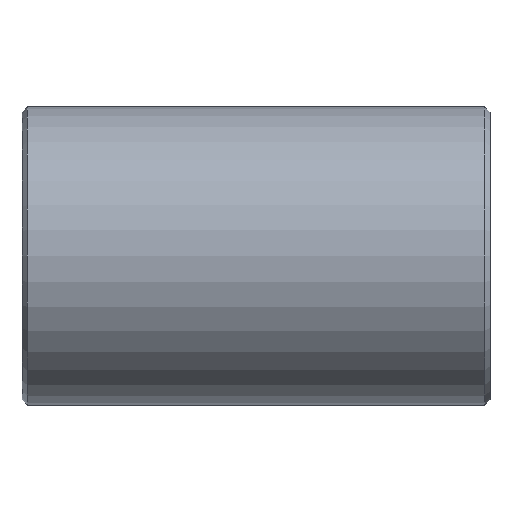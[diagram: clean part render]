
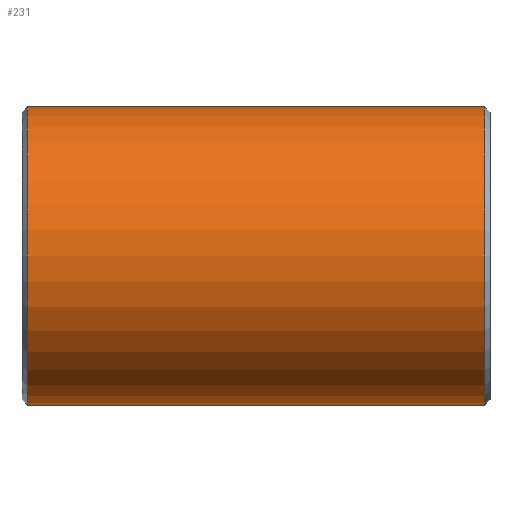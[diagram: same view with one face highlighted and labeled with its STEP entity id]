
A CAD part, front view. The second image highlights one B-rep face of the part: STEP entity #231.
In plain terms, the highlighted cylindrical face has radius 161.925 mm (diameter 323.85 mm), a partial arc.
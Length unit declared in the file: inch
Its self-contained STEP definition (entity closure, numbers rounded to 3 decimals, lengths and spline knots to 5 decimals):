
#34 = CIRCLE ( 'NONE', #376, 6.375 ) ;
#48 = VECTOR ( 'NONE', #610, 39.37008 ) ;
#51 = DIRECTION ( 'NONE',  ( 0., 0., 1. ) ) ;
#58 = LINE ( 'NONE', #235, #648 ) ;
#71 = CIRCLE ( 'NONE', #132, 6.375 ) ;
#72 = ORIENTED_EDGE ( 'NONE', *, *, #194, .T. ) ;
#80 = VERTEX_POINT ( 'NONE', #224 ) ;
#111 = DIRECTION ( 'NONE',  ( -1., 0., 0. ) ) ;
#132 = AXIS2_PLACEMENT_3D ( 'NONE', #816, #621, #51 ) ;
#164 = LINE ( 'NONE', #686, #48 ) ;
#167 = EDGE_CURVE ( 'NONE', #80, #198, #34, .T. ) ;
#194 = EDGE_CURVE ( 'NONE', #611, #775, #71, .T. ) ;
#198 = VERTEX_POINT ( 'NONE', #502 ) ;
#203 = AXIS2_PLACEMENT_3D ( 'NONE', #828, #111, #628 ) ;
#207 = EDGE_CURVE ( 'NONE', #80, #775, #58, .T. ) ;
#224 = CARTESIAN_POINT ( 'NONE',  ( 9.77067, 0., -6.375 ) ) ;
#231 = ADVANCED_FACE ( 'NONE', ( #366 ), #313, .T. ) ;
#235 = CARTESIAN_POINT ( 'NONE',  ( 10., 0., -6.375 ) ) ;
#238 = CARTESIAN_POINT ( 'NONE',  ( 9.77067, 0., 0. ) ) ;
#313 = CYLINDRICAL_SURFACE ( 'NONE', #203, 6.375 ) ;
#343 = ORIENTED_EDGE ( 'NONE', *, *, #207, .F. ) ;
#366 = FACE_OUTER_BOUND ( 'NONE', #589, .T. ) ;
#373 = DIRECTION ( 'NONE',  ( -1., 0., 0. ) ) ;
#376 = AXIS2_PLACEMENT_3D ( 'NONE', #238, #498, #442 ) ;
#442 = DIRECTION ( 'NONE',  ( 0., 0., -1. ) ) ;
#490 = CARTESIAN_POINT ( 'NONE',  ( -9.77067, 0., -6.375 ) ) ;
#498 = DIRECTION ( 'NONE',  ( -1., 0., 0. ) ) ;
#502 = CARTESIAN_POINT ( 'NONE',  ( 9.77067, 0., 6.375 ) ) ;
#517 = ORIENTED_EDGE ( 'NONE', *, *, #167, .T. ) ;
#542 = ORIENTED_EDGE ( 'NONE', *, *, #718, .T. ) ;
#589 = EDGE_LOOP ( 'NONE', ( #343, #517, #542, #72 ) ) ;
#610 = DIRECTION ( 'NONE',  ( -1., 0., 0. ) ) ;
#611 = VERTEX_POINT ( 'NONE', #644 ) ;
#621 = DIRECTION ( 'NONE',  ( 1., 0., 0. ) ) ;
#628 = DIRECTION ( 'NONE',  ( 0., 0., 1. ) ) ;
#644 = CARTESIAN_POINT ( 'NONE',  ( -9.77067, 0., 6.375 ) ) ;
#648 = VECTOR ( 'NONE', #373, 39.37008 ) ;
#686 = CARTESIAN_POINT ( 'NONE',  ( 10., 0., 6.375 ) ) ;
#718 = EDGE_CURVE ( 'NONE', #198, #611, #164, .T. ) ;
#775 = VERTEX_POINT ( 'NONE', #490 ) ;
#816 = CARTESIAN_POINT ( 'NONE',  ( -9.77067, 0., 0. ) ) ;
#828 = CARTESIAN_POINT ( 'NONE',  ( 10., 0., 0. ) ) ;
